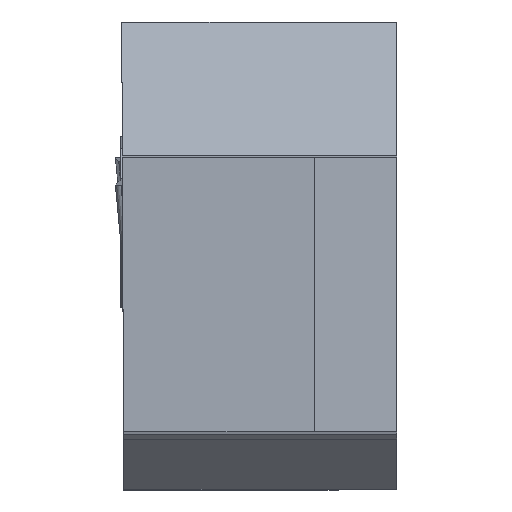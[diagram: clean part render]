
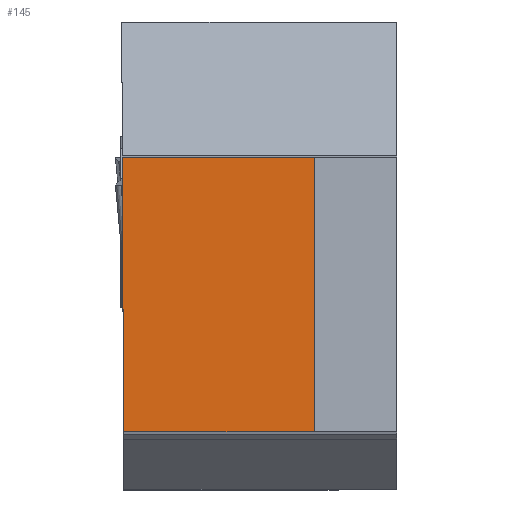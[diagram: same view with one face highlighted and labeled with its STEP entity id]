
A CAD part, top view. The second image highlights one B-rep face of the part: STEP entity #145.
In plain terms, the highlighted planar face has unit normal (0, 0, 1).
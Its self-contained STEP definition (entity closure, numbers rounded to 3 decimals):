
#145=ADVANCED_FACE('BLANK_BOXF006',(#264),#211,.T.);
#211=PLANE('',#1505);
#264=FACE_OUTER_BOUND('',#332,.T.);
#332=EDGE_LOOP('',(#510,#511,#512,#513));
#510=ORIENTED_EDGE('',*,*,#1000,.T.);
#511=ORIENTED_EDGE('',*,*,#1001,.T.);
#512=ORIENTED_EDGE('',*,*,#1002,.F.);
#513=ORIENTED_EDGE('',*,*,#943,.F.);
#816=VERTEX_POINT('',#1965);
#817=VERTEX_POINT('',#1967);
#859=VERTEX_POINT('',#2094);
#860=VERTEX_POINT('',#2096);
#943=EDGE_CURVE('',#816,#817,#1132,.T.);
#1000=EDGE_CURVE('',#816,#859,#1179,.T.);
#1001=EDGE_CURVE('',#859,#860,#1180,.T.);
#1002=EDGE_CURVE('',#817,#860,#1181,.T.);
#1132=LINE('',#1966,#1278);
#1179=LINE('',#2093,#1325);
#1180=LINE('',#2095,#1326);
#1181=LINE('',#2097,#1327);
#1278=VECTOR('',#1597,1.);
#1325=VECTOR('',#1688,1.);
#1326=VECTOR('',#1689,1.);
#1327=VECTOR('',#1690,1.);
#1505=AXIS2_PLACEMENT_3D('',#2098,#1691,#1692);
#1597=DIRECTION('',(-0.004,1.,0.));
#1688=DIRECTION('',(1.,0.,0.));
#1689=DIRECTION('',(0.,1.,0.));
#1690=DIRECTION('',(1.,0.,0.));
#1691=DIRECTION('',(0.,0.,1.));
#1692=DIRECTION('',(-1.,0.,0.));
#1965=CARTESIAN_POINT('',(0.043,0.,0.));
#1966=CARTESIAN_POINT('',(-0.026,15.786,0.));
#1967=CARTESIAN_POINT('',(0.,9.925,0.));
#2093=CARTESIAN_POINT('',(31.925,0.,0.));
#2094=CARTESIAN_POINT('',(6.951,0.,0.));
#2095=CARTESIAN_POINT('',(6.951,9.925,0.));
#2096=CARTESIAN_POINT('',(6.951,9.925,0.));
#2097=CARTESIAN_POINT('',(31.925,9.925,0.));
#2098=CARTESIAN_POINT('',(31.925,15.925,0.));
